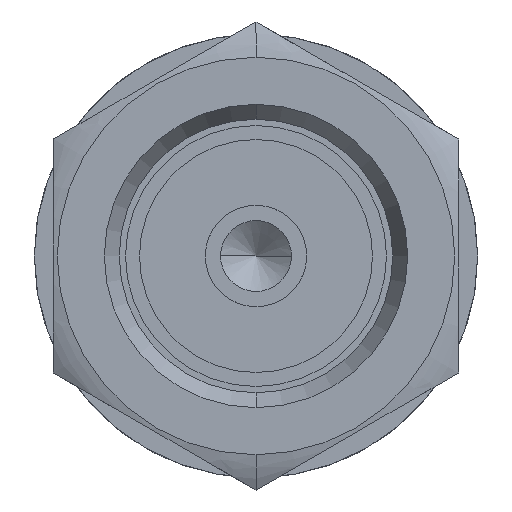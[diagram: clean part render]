
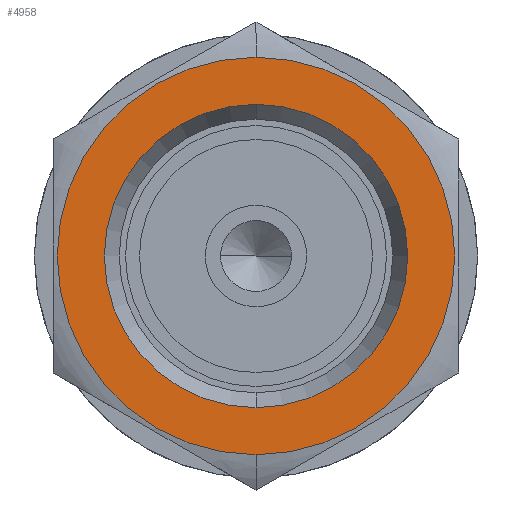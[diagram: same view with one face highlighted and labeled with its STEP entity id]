
A CAD part, front view. The second image highlights one B-rep face of the part: STEP entity #4958.
In plain terms, the highlighted planar face has unit normal (0, -1, 0).
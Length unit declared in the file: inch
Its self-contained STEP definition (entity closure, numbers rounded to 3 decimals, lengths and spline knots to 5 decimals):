
#1899 = CARTESIAN_POINT ( 'NONE',  ( 0., 0., 0.30888 ) ) ;
#2184 = CARTESIAN_POINT ( 'NONE',  ( 0., 0., 0. ) ) ;
#2187 = DIRECTION ( 'NONE',  ( 0., -1., 0. ) ) ;
#2210 = CIRCLE ( 'NONE', #2242, 0.30888 ) ;
#2235 = CARTESIAN_POINT ( 'NONE',  ( 0., 0., -0.30888 ) ) ;
#2241 = DIRECTION ( 'NONE',  ( 0., 0., 1. ) ) ;
#2242 = AXIS2_PLACEMENT_3D ( 'NONE', #2184, #2187, #2241 ) ;
#3094 = AXIS2_PLACEMENT_3D ( 'NONE', #3103, #3112, #3113 ) ;
#3096 = FACE_BOUND ( 'NONE', #4964, .T. ) ;
#3097 = CARTESIAN_POINT ( 'NONE',  ( 0., 0., 0. ) ) ;
#3103 = CARTESIAN_POINT ( 'NONE',  ( 0.31495, 0., 0. ) ) ;
#3110 = PLANE ( 'NONE',  #3094 ) ;
#3111 = FACE_OUTER_BOUND ( 'NONE', #4978, .T. ) ;
#3112 = DIRECTION ( 'NONE',  ( 0., 1., 0. ) ) ;
#3113 = DIRECTION ( 'NONE',  ( 0., 0., 1. ) ) ;
#3117 = CARTESIAN_POINT ( 'NONE',  ( 0., 0., 0. ) ) ;
#3122 = AXIS2_PLACEMENT_3D ( 'NONE', #3117, #3177, #3176 ) ;
#3132 = AXIS2_PLACEMENT_3D ( 'NONE', #3167, #3151, #3150 ) ;
#3142 = DIRECTION ( 'NONE',  ( 0., 0., 1. ) ) ;
#3143 = DIRECTION ( 'NONE',  ( 0., 1., 0. ) ) ;
#3144 = AXIS2_PLACEMENT_3D ( 'NONE', #3097, #3143, #3142 ) ;
#3145 = CIRCLE ( 'NONE', #3144, 0.23569 ) ;
#3147 = CIRCLE ( 'NONE', #3122, 0.30888 ) ;
#3149 = CARTESIAN_POINT ( 'NONE',  ( 0., 0., -0.23569 ) ) ;
#3150 = DIRECTION ( 'NONE',  ( 0., 0., 1. ) ) ;
#3151 = DIRECTION ( 'NONE',  ( 0., 1., 0. ) ) ;
#3156 = CARTESIAN_POINT ( 'NONE',  ( 0., 0., 0.23569 ) ) ;
#3165 = CIRCLE ( 'NONE', #3132, 0.23569 ) ;
#3167 = CARTESIAN_POINT ( 'NONE',  ( 0., 0., 0. ) ) ;
#3176 = DIRECTION ( 'NONE',  ( 0., 0., 1. ) ) ;
#3177 = DIRECTION ( 'NONE',  ( 0., -1., 0. ) ) ;
#4145 = VERTEX_POINT ( 'NONE', #1899 ) ;
#4287 = EDGE_CURVE ( 'NONE', #4293, #4145, #2210, .T. ) ;
#4293 = VERTEX_POINT ( 'NONE', #2235 ) ;
#4957 = ORIENTED_EDGE ( 'NONE', *, *, #4287, .T. ) ;
#4958 = ADVANCED_FACE ( 'NONE', ( #3111, #3096 ), #3110, .F. ) ;
#4962 = ORIENTED_EDGE ( 'NONE', *, *, #4989, .T. ) ;
#4964 = EDGE_LOOP ( 'NONE', ( #4962, #5011 ) ) ;
#4966 = EDGE_CURVE ( 'NONE', #4993, #4996, #3145, .T. ) ;
#4978 = EDGE_LOOP ( 'NONE', ( #5009, #4957 ) ) ;
#4981 = EDGE_CURVE ( 'NONE', #4145, #4293, #3147, .T. ) ;
#4989 = EDGE_CURVE ( 'NONE', #4996, #4993, #3165, .T. ) ;
#4993 = VERTEX_POINT ( 'NONE', #3156 ) ;
#4996 = VERTEX_POINT ( 'NONE', #3149 ) ;
#5009 = ORIENTED_EDGE ( 'NONE', *, *, #4981, .T. ) ;
#5011 = ORIENTED_EDGE ( 'NONE', *, *, #4966, .T. ) ;
